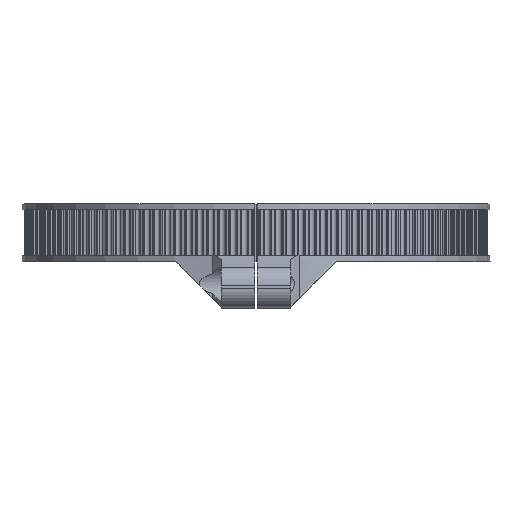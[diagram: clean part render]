
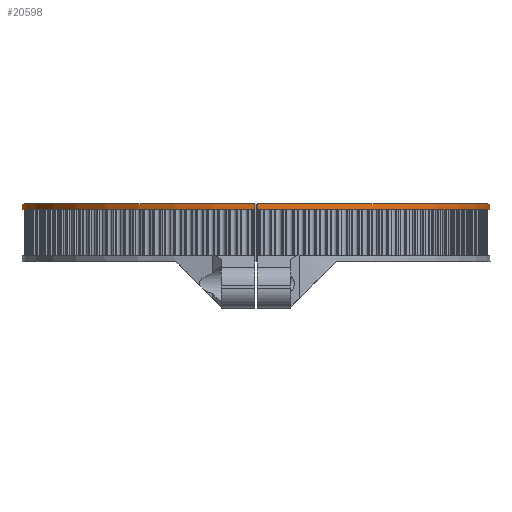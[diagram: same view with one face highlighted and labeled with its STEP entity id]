
A CAD part, top view. The second image highlights one B-rep face of the part: STEP entity #20598.
In plain terms, the highlighted cylindrical face has radius 40.67 mm (diameter 81.34 mm), a partial arc.
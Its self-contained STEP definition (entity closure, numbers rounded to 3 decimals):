
#1298=FACE_OUTER_BOUND('',#2365,.T.);
#2365=EDGE_LOOP('',(#18667,#18668,#18669,#18670));
#2584=LINE('',#31149,#4034);
#2591=LINE('',#31163,#4041);
#4034=VECTOR('',#23906,10.);
#4041=VECTOR('',#23915,10.);
#6892=CIRCLE('',#22285,40.67);
#6893=CIRCLE('',#22289,40.67);
#7295=VERTEX_POINT('',#31146);
#7296=VERTEX_POINT('',#31148);
#7301=VERTEX_POINT('',#31160);
#7302=VERTEX_POINT('',#31162);
#9443=EDGE_CURVE('',#7296,#7295,#2584,.T.);
#9450=EDGE_CURVE('',#7302,#7301,#2591,.T.);
#10992=EDGE_CURVE('',#7296,#7301,#6892,.T.);
#10998=EDGE_CURVE('',#7302,#7295,#6893,.T.);
#18667=ORIENTED_EDGE('',*,*,#9450,.T.);
#18668=ORIENTED_EDGE('',*,*,#10992,.F.);
#18669=ORIENTED_EDGE('',*,*,#9443,.T.);
#18670=ORIENTED_EDGE('',*,*,#10998,.F.);
#19534=CYLINDRICAL_SURFACE('',#23411,40.67);
#20598=ADVANCED_FACE('',(#1298),#19534,.T.);
#22285=AXIS2_PLACEMENT_3D('',#34245,#26997,#26998);
#22289=AXIS2_PLACEMENT_3D('',#34257,#27010,#27011);
#23411=AXIS2_PLACEMENT_3D('',#36855,#30460,#30461);
#23906=DIRECTION('',(0.,1.,0.));
#23915=DIRECTION('',(0.,-1.,0.));
#26997=DIRECTION('center_axis',(0.,-1.,0.));
#26998=DIRECTION('ref_axis',(-1.,0.,0.));
#27010=DIRECTION('center_axis',(0.,1.,0.));
#27011=DIRECTION('ref_axis',(-1.,0.,0.));
#30460=DIRECTION('center_axis',(0.,-1.,0.));
#30461=DIRECTION('ref_axis',(0.,0.,-1.));
#31146=CARTESIAN_POINT('',(-0.25,10.,40.669));
#31148=CARTESIAN_POINT('',(-0.25,9.,40.669));
#31149=CARTESIAN_POINT('',(-0.25,10.,40.669));
#31160=CARTESIAN_POINT('',(0.25,9.,40.669));
#31162=CARTESIAN_POINT('',(0.25,10.,40.669));
#31163=CARTESIAN_POINT('',(0.25,10.,40.669));
#34245=CARTESIAN_POINT('Origin',(0.,9.,0.));
#34257=CARTESIAN_POINT('Origin',(0.,10.,0.));
#36855=CARTESIAN_POINT('Origin',(0.,10.,0.));
